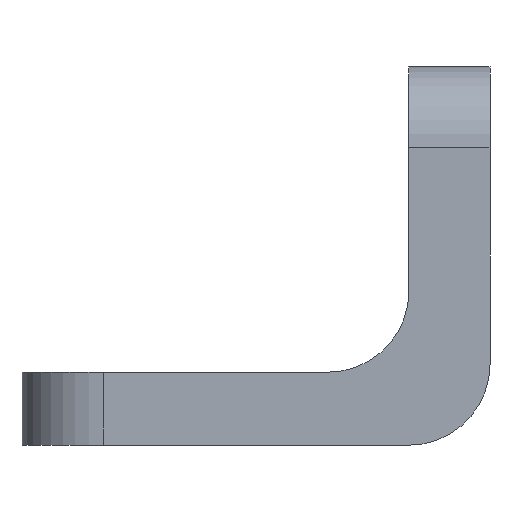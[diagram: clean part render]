
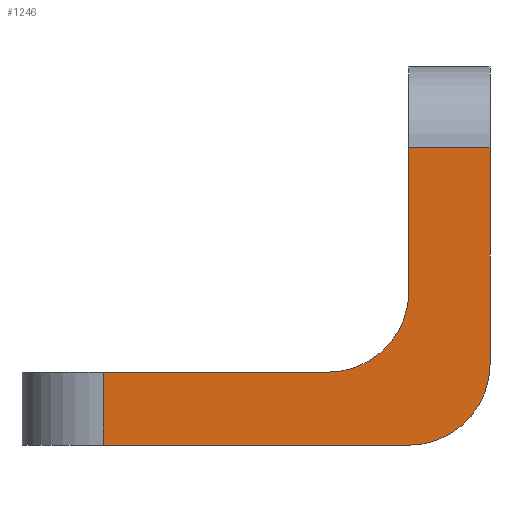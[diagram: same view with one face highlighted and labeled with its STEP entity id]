
A CAD part, front view. The second image highlights one B-rep face of the part: STEP entity #1246.
In plain terms, the highlighted planar face has unit normal (0, -1, 0).
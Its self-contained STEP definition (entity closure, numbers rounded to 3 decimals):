
#43 = ORIENTED_EDGE ( 'NONE', *, *, #1302, .T. ) ;
#44 = CARTESIAN_POINT ( 'NONE',  ( -75.4, -20., -55.32 ) ) ;
#100 = ORIENTED_EDGE ( 'NONE', *, *, #1046, .T. ) ;
#119 = CARTESIAN_POINT ( 'NONE',  ( -75.4, -20., -73.32 ) ) ;
#122 = CARTESIAN_POINT ( 'NONE',  ( 0., -20., 0. ) ) ;
#130 = ORIENTED_EDGE ( 'NONE', *, *, #469, .T. ) ;
#158 = AXIS2_PLACEMENT_3D ( 'NONE', #735, #1146, #614 ) ;
#181 = LINE ( 'NONE', #741, #697 ) ;
#201 = ORIENTED_EDGE ( 'NONE', *, *, #369, .F. ) ;
#231 = DIRECTION ( 'NONE',  ( 0., 0., -1. ) ) ;
#262 = CARTESIAN_POINT ( 'NONE',  ( 20., -20., -73.32 ) ) ;
#323 = VECTOR ( 'NONE', #740, 1000. ) ;
#333 = CARTESIAN_POINT ( 'NONE',  ( 0., -20., -73.32 ) ) ;
#339 = DIRECTION ( 'NONE',  ( 0., 0., 1. ) ) ;
#369 = EDGE_CURVE ( 'NONE', #921, #851, #1216, .T. ) ;
#384 = CIRCLE ( 'NONE', #555, 20. ) ;
#390 = CARTESIAN_POINT ( 'NONE',  ( -75.4, -20., -73.32 ) ) ;
#402 = VERTEX_POINT ( 'NONE', #1378 ) ;
#403 = VERTEX_POINT ( 'NONE', #849 ) ;
#427 = LINE ( 'NONE', #119, #1001 ) ;
#469 = EDGE_CURVE ( 'NONE', #712, #1111, #941, .T. ) ;
#472 = VECTOR ( 'NONE', #231, 1000. ) ;
#550 = EDGE_CURVE ( 'NONE', #1111, #667, #384, .T. ) ;
#555 = AXIS2_PLACEMENT_3D ( 'NONE', #775, #867, #339 ) ;
#558 = DIRECTION ( 'NONE',  ( 0., 0., -1. ) ) ;
#587 = CARTESIAN_POINT ( 'NONE',  ( 20., -20., 0. ) ) ;
#614 = DIRECTION ( 'NONE',  ( 0., 0., 1. ) ) ;
#620 = EDGE_CURVE ( 'NONE', #403, #402, #861, .T. ) ;
#667 = VERTEX_POINT ( 'NONE', #1361 ) ;
#672 = DIRECTION ( 'NONE',  ( 0., 0., 1. ) ) ;
#692 = ORIENTED_EDGE ( 'NONE', *, *, #1372, .T. ) ;
#697 = VECTOR ( 'NONE', #1276, 1000. ) ;
#712 = VERTEX_POINT ( 'NONE', #818 ) ;
#728 = CARTESIAN_POINT ( 'NONE',  ( 20., -20., 0. ) ) ;
#735 = CARTESIAN_POINT ( 'NONE',  ( 0., -20., -53.32 ) ) ;
#740 = DIRECTION ( 'NONE',  ( 0., 0., -1. ) ) ;
#741 = CARTESIAN_POINT ( 'NONE',  ( -95.4, -20., -55.32 ) ) ;
#753 = CARTESIAN_POINT ( 'NONE',  ( 20., -20., 0. ) ) ;
#768 = ORIENTED_EDGE ( 'NONE', *, *, #779, .F. ) ;
#775 = CARTESIAN_POINT ( 'NONE',  ( -20., -20., -35.32 ) ) ;
#779 = EDGE_CURVE ( 'NONE', #1027, #667, #181, .T. ) ;
#818 = CARTESIAN_POINT ( 'NONE',  ( 0., -20., 0. ) ) ;
#849 = CARTESIAN_POINT ( 'NONE',  ( 20., -20., 0. ) ) ;
#851 = VERTEX_POINT ( 'NONE', #390 ) ;
#861 = LINE ( 'NONE', #753, #472 ) ;
#867 = DIRECTION ( 'NONE',  ( 0., 1., 0. ) ) ;
#921 = VERTEX_POINT ( 'NONE', #333 ) ;
#941 = LINE ( 'NONE', #122, #323 ) ;
#978 = VECTOR ( 'NONE', #1368, 1000. ) ;
#1001 = VECTOR ( 'NONE', #558, 1000. ) ;
#1017 = DIRECTION ( 'NONE',  ( 0., 1., 0. ) ) ;
#1027 = VERTEX_POINT ( 'NONE', #44 ) ;
#1034 = LINE ( 'NONE', #728, #978 ) ;
#1046 = EDGE_CURVE ( 'NONE', #1027, #851, #427, .T. ) ;
#1055 = VECTOR ( 'NONE', #1135, 1000. ) ;
#1105 = FACE_OUTER_BOUND ( 'NONE', #1188, .T. ) ;
#1111 = VERTEX_POINT ( 'NONE', #1198 ) ;
#1119 = PLANE ( 'NONE',  #1296 ) ;
#1135 = DIRECTION ( 'NONE',  ( -1., 0., 0. ) ) ;
#1146 = DIRECTION ( 'NONE',  ( 0., -1., 0. ) ) ;
#1188 = EDGE_LOOP ( 'NONE', ( #201, #43, #1356, #692, #130, #1236, #768, #100 ) ) ;
#1198 = CARTESIAN_POINT ( 'NONE',  ( 0., -20., -35.32 ) ) ;
#1216 = LINE ( 'NONE', #262, #1055 ) ;
#1236 = ORIENTED_EDGE ( 'NONE', *, *, #550, .T. ) ;
#1246 = ADVANCED_FACE ( 'NONE', ( #1105 ), #1119, .F. ) ;
#1276 = DIRECTION ( 'NONE',  ( 1., 0., 0. ) ) ;
#1293 = CIRCLE ( 'NONE', #158, 20. ) ;
#1296 = AXIS2_PLACEMENT_3D ( 'NONE', #587, #1017, #672 ) ;
#1302 = EDGE_CURVE ( 'NONE', #921, #402, #1293, .T. ) ;
#1356 = ORIENTED_EDGE ( 'NONE', *, *, #620, .F. ) ;
#1361 = CARTESIAN_POINT ( 'NONE',  ( -20., -20., -55.32 ) ) ;
#1368 = DIRECTION ( 'NONE',  ( -1., 0., 0. ) ) ;
#1372 = EDGE_CURVE ( 'NONE', #403, #712, #1034, .T. ) ;
#1378 = CARTESIAN_POINT ( 'NONE',  ( 20., -20., -53.32 ) ) ;
